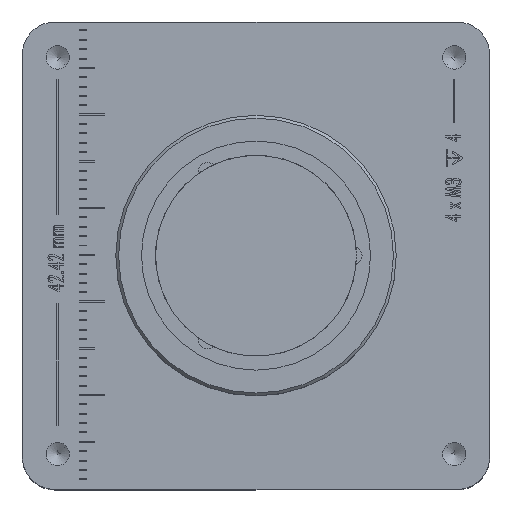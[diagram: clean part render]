
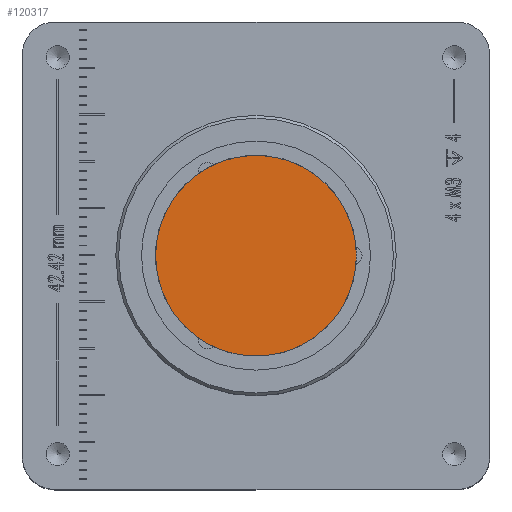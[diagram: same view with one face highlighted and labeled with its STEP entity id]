
A CAD part, top view. The second image highlights one B-rep face of the part: STEP entity #120317.
In plain terms, the highlighted planar face has unit normal (0, 0, 1).
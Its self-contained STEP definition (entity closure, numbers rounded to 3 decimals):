
#19468 = AXIS2_PLACEMENT_3D ( 'NONE', #129497, #65055, #151282 ) ;
#25747 = CARTESIAN_POINT ( 'NONE',  ( 11.9, 0., 0.5 ) ) ;
#27648 = EDGE_CURVE ( 'NONE', #125069, #125069, #96958, .T. ) ;
#36413 = DIRECTION ( 'NONE',  ( 0., 0., 1. ) ) ;
#65055 = DIRECTION ( 'NONE',  ( 0., 0., 1. ) ) ;
#96958 = CIRCLE ( 'NONE', #19468, 11.9 ) ;
#97912 = PLANE ( 'NONE',  #122492 ) ;
#120317 = ADVANCED_FACE ( 'NONE', ( #159046 ), #97912, .T. ) ;
#121207 = ORIENTED_EDGE ( 'NONE', *, *, #27648, .T. ) ;
#122492 = AXIS2_PLACEMENT_3D ( 'NONE', #147021, #36413, #149408 ) ;
#125069 = VERTEX_POINT ( 'NONE', #25747 ) ;
#129497 = CARTESIAN_POINT ( 'NONE',  ( 0., 0., 0.5 ) ) ;
#141794 = EDGE_LOOP ( 'NONE', ( #121207 ) ) ;
#147021 = CARTESIAN_POINT ( 'NONE',  ( 0., 0., 0.5 ) ) ;
#149408 = DIRECTION ( 'NONE',  ( 1., 0., 0. ) ) ;
#151282 = DIRECTION ( 'NONE',  ( 1., 0., 0. ) ) ;
#159046 = FACE_OUTER_BOUND ( 'NONE', #141794, .T. ) ;
